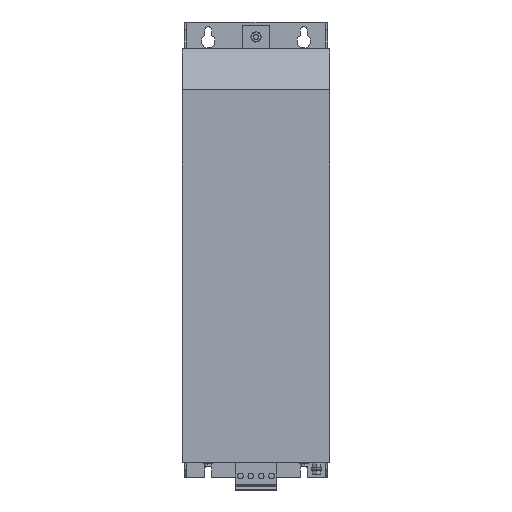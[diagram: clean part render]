
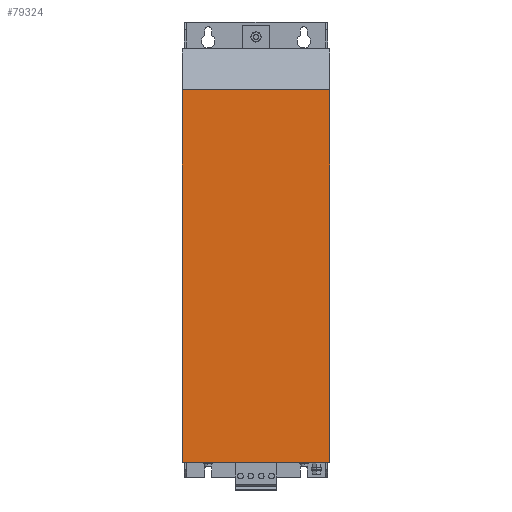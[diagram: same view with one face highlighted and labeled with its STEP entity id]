
A CAD part, top view. The second image highlights one B-rep face of the part: STEP entity #79324.
In plain terms, the highlighted planar face has unit normal (0, 0, 1).
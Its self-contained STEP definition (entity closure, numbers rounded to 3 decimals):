
#5899 = DIRECTION ( 'NONE',  ( 0., -1., 0. ) ) ;
#6434 = VERTEX_POINT ( 'NONE', #50744 ) ;
#14355 = CARTESIAN_POINT ( 'NONE',  ( -71.6, 148.553, 206.802 ) ) ;
#16954 = CARTESIAN_POINT ( 'NONE',  ( -71.6, -214.297, 206.802 ) ) ;
#28174 = VECTOR ( 'NONE', #5899, 1000. ) ;
#30543 = DIRECTION ( 'NONE',  ( 0., 1., 0. ) ) ;
#42309 = VECTOR ( 'NONE', #186767, 1000. ) ;
#46133 = CARTESIAN_POINT ( 'NONE',  ( 71.6, -214.297, 206.802 ) ) ;
#50744 = CARTESIAN_POINT ( 'NONE',  ( 71.6, -214.297, 206.802 ) ) ;
#55629 = ORIENTED_EDGE ( 'NONE', *, *, #102560, .T. ) ;
#57589 = EDGE_LOOP ( 'NONE', ( #233301, #200429, #109769, #55629 ) ) ;
#79324 = ADVANCED_FACE ( 'NONE', ( #188472 ), #128915, .F. ) ;
#85059 = LINE ( 'NONE', #244075, #42309 ) ;
#91740 = VERTEX_POINT ( 'NONE', #14355 ) ;
#102560 = EDGE_CURVE ( 'NONE', #125499, #91740, #85059, .T. ) ;
#103131 = VERTEX_POINT ( 'NONE', #16954 ) ;
#109769 = ORIENTED_EDGE ( 'NONE', *, *, #226308, .F. ) ;
#109946 = VECTOR ( 'NONE', #164611, 1000. ) ;
#125209 = CARTESIAN_POINT ( 'NONE',  ( -71.6, -214.297, 206.802 ) ) ;
#125499 = VERTEX_POINT ( 'NONE', #190078 ) ;
#128915 = PLANE ( 'NONE',  #154447 ) ;
#130827 = DIRECTION ( 'NONE',  ( -1., 0., 0. ) ) ;
#133707 = EDGE_CURVE ( 'NONE', #6434, #103131, #137311, .T. ) ;
#137311 = LINE ( 'NONE', #248934, #198492 ) ;
#154447 = AXIS2_PLACEMENT_3D ( 'NONE', #166654, #169180, #30543 ) ;
#156009 = LINE ( 'NONE', #125209, #109946 ) ;
#164611 = DIRECTION ( 'NONE',  ( 0., -1., 0. ) ) ;
#166654 = CARTESIAN_POINT ( 'NONE',  ( 71.6, -214.297, 206.802 ) ) ;
#169180 = DIRECTION ( 'NONE',  ( 0., 0., -1. ) ) ;
#186767 = DIRECTION ( 'NONE',  ( -1., 0., 0. ) ) ;
#188472 = FACE_OUTER_BOUND ( 'NONE', #57589, .T. ) ;
#190078 = CARTESIAN_POINT ( 'NONE',  ( 71.6, 148.553, 206.802 ) ) ;
#198492 = VECTOR ( 'NONE', #130827, 1000. ) ;
#200429 = ORIENTED_EDGE ( 'NONE', *, *, #133707, .F. ) ;
#208922 = LINE ( 'NONE', #46133, #28174 ) ;
#216084 = EDGE_CURVE ( 'NONE', #91740, #103131, #156009, .T. ) ;
#226308 = EDGE_CURVE ( 'NONE', #125499, #6434, #208922, .T. ) ;
#233301 = ORIENTED_EDGE ( 'NONE', *, *, #216084, .T. ) ;
#244075 = CARTESIAN_POINT ( 'NONE',  ( 71.6, 148.553, 206.802 ) ) ;
#248934 = CARTESIAN_POINT ( 'NONE',  ( 71.6, -214.297, 206.802 ) ) ;
